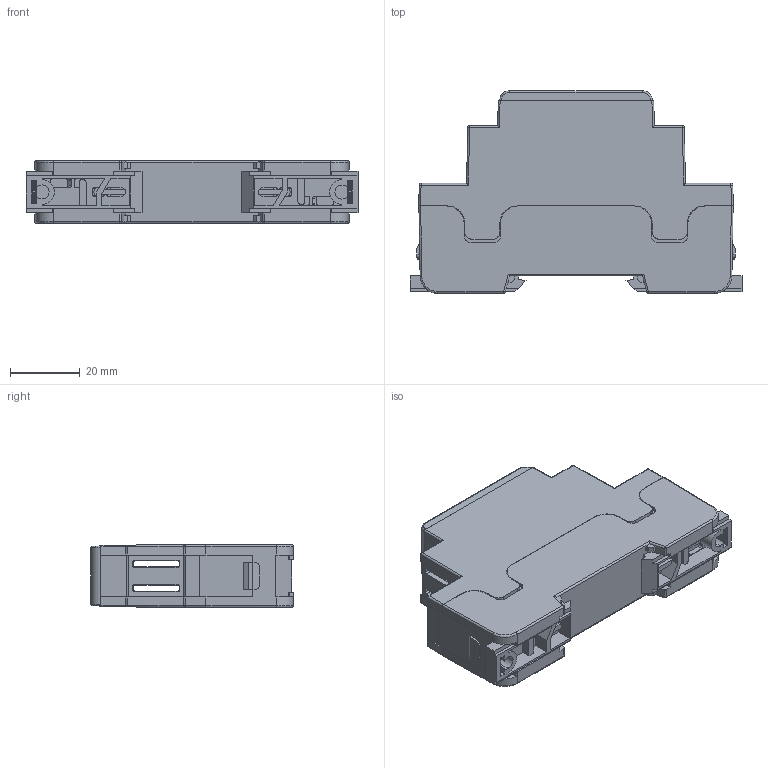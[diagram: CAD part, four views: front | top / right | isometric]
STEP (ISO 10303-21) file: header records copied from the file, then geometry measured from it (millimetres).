
FILE_DESCRIPTION (( 'STEP AP203' ), '1' );
FILE_NAME ('449-310-50.STEP', '2021-08-24T11:15:34', ( '' ), ( '' ), 'SwSTEP 2.0', 'SolidWorks 2018', '' );
FILE_SCHEMA (( 'CONFIG_CONTROL_DESIGN' ));
Length unit declared in the file: millimetre
Products named in the file (5): 044900200; 044931001; 044931041_044931051; 044900400_044900400; 449-310-50
Assembly tree (6 placements, depth 2):
  449-310-50
    044931041_044931051
    044931001
    044900400_044900400  x2
    044900200  x2
Bounding box: 95 x 58 x 18.05 mm (x, y, z)
Volume: 25220.5 mm3; surface area: 39331.7 mm2
Topology: 6 solids, 6 shells, 1057 faces, 2886 edges, 1868 vertices
Faces by surface type: plane 819, cylinder 210, sphere 16, bspline 4, cone 4, torus 4
Entity records: 26705 total; most frequent: CARTESIAN_POINT 5154, ORIENTED_EDGE 4564, DIRECTION 4084, EDGE_CURVE 2282, LINE 1872, VECTOR 1872, VERTEX_POINT 1480, AXIS2_PLACEMENT_3D 1106
